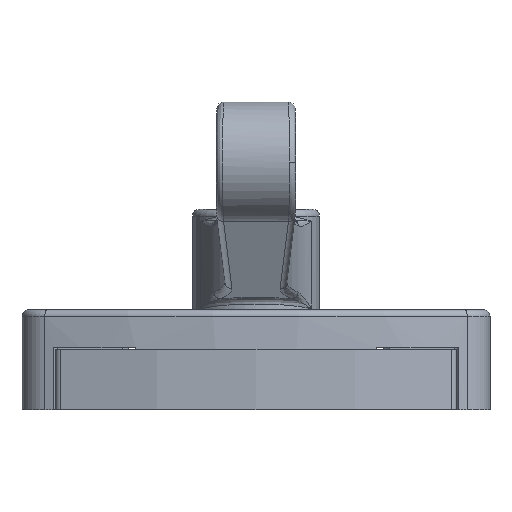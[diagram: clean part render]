
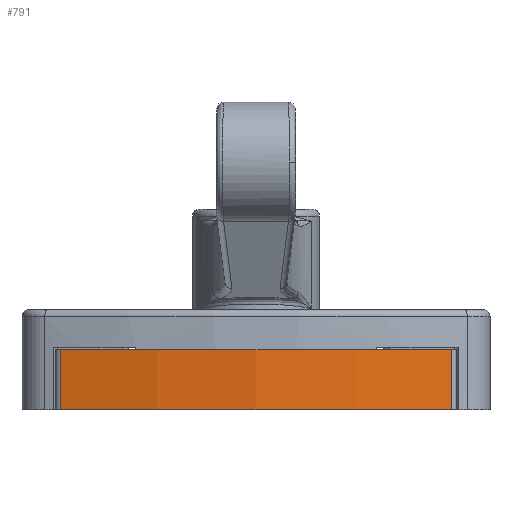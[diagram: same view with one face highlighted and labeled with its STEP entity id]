
A CAD part, left-side view. The second image highlights one B-rep face of the part: STEP entity #791.
In plain terms, the highlighted cylindrical face has radius 100 mm (diameter 200 mm), a partial arc.
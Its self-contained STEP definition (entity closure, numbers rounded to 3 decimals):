
#13 = ORIENTED_EDGE ( 'NONE', *, *, #495, .F. ) ;
#371 = CARTESIAN_POINT ( 'NONE',  ( -44.613, 29.293, 9. ) ) ;
#495 = EDGE_CURVE ( 'NONE', #2757, #6875, #4307, .T. ) ;
#681 = CARTESIAN_POINT ( 'NONE',  ( 51., 0., 9. ) ) ;
#685 = CARTESIAN_POINT ( 'NONE',  ( -44.613, 29.293, 9. ) ) ;
#739 = DIRECTION ( 'NONE',  ( 0., 0., -1. ) ) ;
#791 = ADVANCED_FACE ( 'NONE', ( #4155 ), #4793, .T. ) ;
#853 = DIRECTION ( 'NONE',  ( 0., 0., 1. ) ) ;
#1152 = EDGE_LOOP ( 'NONE', ( #5063, #4050, #13, #4603 ) ) ;
#1525 = AXIS2_PLACEMENT_3D ( 'NONE', #3082, #853, #4837 ) ;
#1793 = LINE ( 'NONE', #4807, #3369 ) ;
#2120 = VECTOR ( 'NONE', #2791, 1000. ) ;
#2235 = AXIS2_PLACEMENT_3D ( 'NONE', #5968, #739, #6571 ) ;
#2244 = CARTESIAN_POINT ( 'NONE',  ( -44.613, -29.293, 9. ) ) ;
#2292 = EDGE_CURVE ( 'NONE', #5903, #5448, #3364, .T. ) ;
#2358 = DIRECTION ( 'NONE',  ( 0., 0., 1. ) ) ;
#2589 = DIRECTION ( 'NONE',  ( 0., 0., 1. ) ) ;
#2757 = VERTEX_POINT ( 'NONE', #685 ) ;
#2791 = DIRECTION ( 'NONE',  ( 0., 0., -1. ) ) ;
#2812 = EDGE_CURVE ( 'NONE', #5448, #6875, #1793, .T. ) ;
#3082 = CARTESIAN_POINT ( 'NONE',  ( 51., 0., 0. ) ) ;
#3164 = DIRECTION ( 'NONE',  ( 0., 1., 0. ) ) ;
#3364 = CIRCLE ( 'NONE', #1525, 100. ) ;
#3369 = VECTOR ( 'NONE', #2358, 1000. ) ;
#3475 = LINE ( 'NONE', #371, #2120 ) ;
#4050 = ORIENTED_EDGE ( 'NONE', *, *, #2812, .T. ) ;
#4155 = FACE_OUTER_BOUND ( 'NONE', #1152, .T. ) ;
#4307 = CIRCLE ( 'NONE', #6251, 100. ) ;
#4385 = CARTESIAN_POINT ( 'NONE',  ( -44.613, 29.293, 0. ) ) ;
#4603 = ORIENTED_EDGE ( 'NONE', *, *, #7515, .T. ) ;
#4793 = CYLINDRICAL_SURFACE ( 'NONE', #2235, 100. ) ;
#4807 = CARTESIAN_POINT ( 'NONE',  ( -44.613, -29.293, 9. ) ) ;
#4837 = DIRECTION ( 'NONE',  ( 0., 1., 0. ) ) ;
#5063 = ORIENTED_EDGE ( 'NONE', *, *, #2292, .T. ) ;
#5448 = VERTEX_POINT ( 'NONE', #6071 ) ;
#5903 = VERTEX_POINT ( 'NONE', #4385 ) ;
#5968 = CARTESIAN_POINT ( 'NONE',  ( 51., 0., 9. ) ) ;
#6071 = CARTESIAN_POINT ( 'NONE',  ( -44.613, -29.293, 0. ) ) ;
#6251 = AXIS2_PLACEMENT_3D ( 'NONE', #681, #2589, #3164 ) ;
#6571 = DIRECTION ( 'NONE',  ( 0., -1., 0. ) ) ;
#6875 = VERTEX_POINT ( 'NONE', #2244 ) ;
#7515 = EDGE_CURVE ( 'NONE', #2757, #5903, #3475, .T. ) ;
